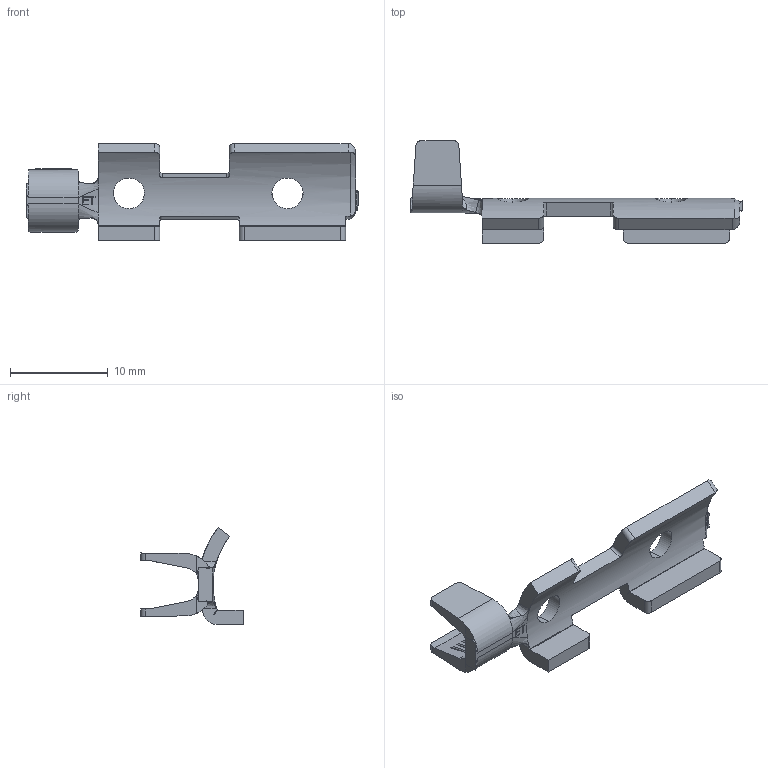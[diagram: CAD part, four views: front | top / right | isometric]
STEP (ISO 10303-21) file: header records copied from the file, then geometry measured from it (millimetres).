
FILE_DESCRIPTION (( 'STEP AP203' ), '1' );
FILE_NAME ('82080.STEP', '2015-02-12T20:05:08', ( '' ), ( '' ), 'SwSTEP 2.0', 'SolidWorks 2014', '' );
FILE_SCHEMA (( 'CONFIG_CONTROL_DESIGN' ));
Length unit declared in the file: inch
Products named in the file (1): 82080
Bounding box: 33.91 x 10.46 x 9.91 mm (x, y, z)
Volume: 459.4 mm3; surface area: 881.4 mm2
Topology: 1 solids, 1 shells, 207 faces, 531 edges, 328 vertices
Faces by surface type: plane 114, cylinder 46, bspline 27, cone 20
Entity records: 7440 total; most frequent: CARTESIAN_POINT 2609, ORIENTED_EDGE 1062, DIRECTION 883, EDGE_CURVE 531, VERTEX_POINT 328, VECTOR 321, LINE 321, AXIS2_PLACEMENT_3D 281
